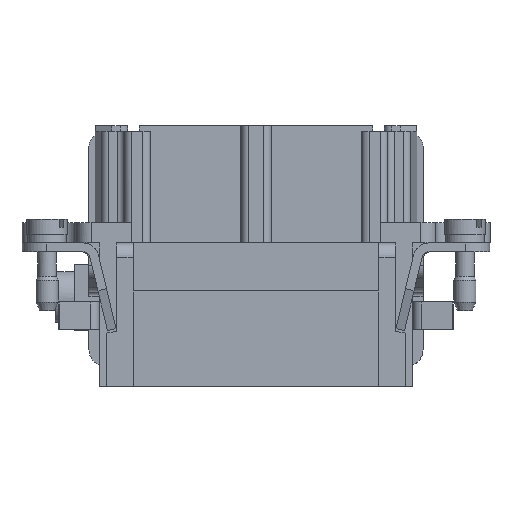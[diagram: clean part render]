
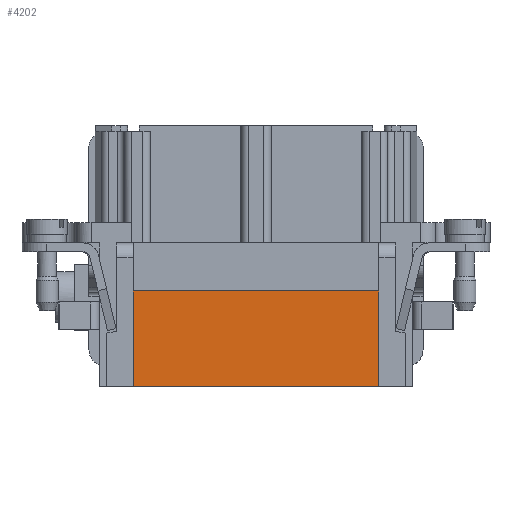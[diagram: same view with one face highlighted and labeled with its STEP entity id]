
A CAD part, front view. The second image highlights one B-rep face of the part: STEP entity #4202.
In plain terms, the highlighted planar face has unit normal (0, -1, 0).
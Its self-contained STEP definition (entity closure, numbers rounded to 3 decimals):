
#4202=ADVANCED_FACE('',(#5618),#4983,.F.);
#4983=PLANE('',#29189);
#5618=FACE_OUTER_BOUND('',#6567,.T.);
#6567=EDGE_LOOP('',(#9512,#9513,#9514,#9515));
#9512=ORIENTED_EDGE('',*,*,#13896,.T.);
#9513=ORIENTED_EDGE('',*,*,#13985,.F.);
#9514=ORIENTED_EDGE('',*,*,#14823,.T.);
#9515=ORIENTED_EDGE('',*,*,#13987,.F.);
#12183=VERTEX_POINT('',#40195);
#12211=VERTEX_POINT('',#40254);
#12297=VERTEX_POINT('',#40498);
#12299=VERTEX_POINT('',#40504);
#13896=EDGE_CURVE('',#12183,#12211,#21724,.T.);
#13985=EDGE_CURVE('',#12297,#12211,#21781,.T.);
#13987=EDGE_CURVE('',#12183,#12299,#21783,.T.);
#14823=EDGE_CURVE('',#12297,#12299,#22279,.T.);
#21724=LINE('',#40255,#23806);
#21781=LINE('',#40499,#23863);
#21783=LINE('',#40503,#23865);
#22279=LINE('',#42456,#24361);
#23806=VECTOR('',#31069,1.);
#23863=VECTOR('',#31152,1.);
#23865=VECTOR('',#31156,1.);
#24361=VECTOR('',#32872,1.);
#29189=AXIS2_PLACEMENT_3D('',#42458,#32875,#32876);
#31069=DIRECTION('',(1.,0.,0.));
#31152=DIRECTION('',(0.,0.,-1.));
#31156=DIRECTION('',(0.,0.,1.));
#32872=DIRECTION('',(-1.,0.,0.));
#32875=DIRECTION('',(0.,1.,0.));
#32876=DIRECTION('',(0.,0.,1.));
#40195=CARTESIAN_POINT('',(-16.75,-17.,-18.35));
#40254=CARTESIAN_POINT('',(16.75,-17.,-18.35));
#40255=CARTESIAN_POINT('',(-16.75,-17.,-18.35));
#40498=CARTESIAN_POINT('',(16.75,-17.,-5.35));
#40499=CARTESIAN_POINT('',(16.75,-17.,-19.65));
#40503=CARTESIAN_POINT('',(-16.75,-17.,-19.65));
#40504=CARTESIAN_POINT('',(-16.75,-17.,-5.35));
#42456=CARTESIAN_POINT('',(-17.1,-17.,-5.35));
#42458=CARTESIAN_POINT('',(-16.75,-17.,-19.65));
